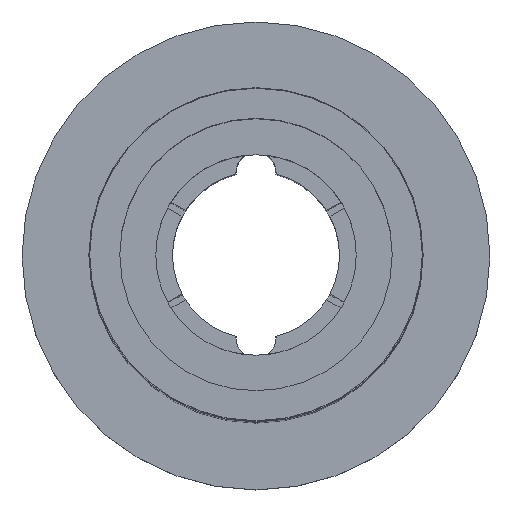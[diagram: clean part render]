
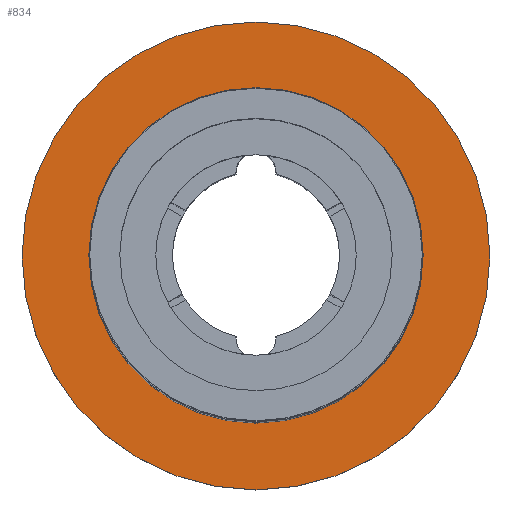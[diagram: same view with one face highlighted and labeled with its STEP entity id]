
A CAD part, top view. The second image highlights one B-rep face of the part: STEP entity #834.
In plain terms, the highlighted planar face has unit normal (0, 0, 1).
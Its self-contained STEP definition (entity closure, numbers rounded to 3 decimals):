
#9 = DIRECTION ( 'NONE',  ( 1., 0., 0. ) ) ;
#92 = CARTESIAN_POINT ( 'NONE',  ( 0., 0., -49. ) ) ;
#95 = PLANE ( 'NONE',  #796 ) ;
#111 = VERTEX_POINT ( 'NONE', #1813 ) ;
#134 = FACE_BOUND ( 'NONE', #948, .T. ) ;
#180 = AXIS2_PLACEMENT_3D ( 'NONE', #1311, #1303, #302 ) ;
#226 = CARTESIAN_POINT ( 'NONE',  ( 10., 0., -49. ) ) ;
#260 = CARTESIAN_POINT ( 'NONE',  ( -10., 0., -49. ) ) ;
#272 = DIRECTION ( 'NONE',  ( 1., 0., 0. ) ) ;
#295 = VERTEX_POINT ( 'NONE', #226 ) ;
#302 = DIRECTION ( 'NONE',  ( 1., 0., 0. ) ) ;
#374 = VERTEX_POINT ( 'NONE', #260 ) ;
#536 = ORIENTED_EDGE ( 'NONE', *, *, #1369, .F. ) ;
#624 = EDGE_LOOP ( 'NONE', ( #1559, #962 ) ) ;
#651 = CARTESIAN_POINT ( 'NONE',  ( 0., 0., -49. ) ) ;
#733 = CARTESIAN_POINT ( 'NONE',  ( -14., 0., -49. ) ) ;
#757 = DIRECTION ( 'NONE',  ( 0., 0., -1. ) ) ;
#796 = AXIS2_PLACEMENT_3D ( 'NONE', #2081, #757, #1936 ) ;
#834 = ADVANCED_FACE ( 'NONE', ( #134, #1450 ), #95, .F. ) ;
#842 = CIRCLE ( 'NONE', #1638, 10. ) ;
#937 = DIRECTION ( 'NONE',  ( 0., 0., 1. ) ) ;
#948 = EDGE_LOOP ( 'NONE', ( #1860, #536 ) ) ;
#962 = ORIENTED_EDGE ( 'NONE', *, *, #1511, .T. ) ;
#1027 = CARTESIAN_POINT ( 'NONE',  ( 0., 0., -49. ) ) ;
#1034 = EDGE_CURVE ( 'NONE', #295, #374, #1522, .T. ) ;
#1210 = DIRECTION ( 'NONE',  ( 0., 0., 1. ) ) ;
#1237 = EDGE_CURVE ( 'NONE', #111, #1971, #1600, .T. ) ;
#1254 = AXIS2_PLACEMENT_3D ( 'NONE', #1027, #1210, #9 ) ;
#1303 = DIRECTION ( 'NONE',  ( 0., 0., 1. ) ) ;
#1311 = CARTESIAN_POINT ( 'NONE',  ( 0., 0., -49. ) ) ;
#1369 = EDGE_CURVE ( 'NONE', #374, #295, #842, .T. ) ;
#1438 = AXIS2_PLACEMENT_3D ( 'NONE', #651, #1958, #1823 ) ;
#1450 = FACE_OUTER_BOUND ( 'NONE', #624, .T. ) ;
#1511 = EDGE_CURVE ( 'NONE', #1971, #111, #1733, .T. ) ;
#1522 = CIRCLE ( 'NONE', #1438, 10. ) ;
#1559 = ORIENTED_EDGE ( 'NONE', *, *, #1237, .T. ) ;
#1600 = CIRCLE ( 'NONE', #1254, 14. ) ;
#1638 = AXIS2_PLACEMENT_3D ( 'NONE', #92, #937, #272 ) ;
#1733 = CIRCLE ( 'NONE', #180, 14. ) ;
#1813 = CARTESIAN_POINT ( 'NONE',  ( 14., 0., -49. ) ) ;
#1823 = DIRECTION ( 'NONE',  ( 1., 0., 0. ) ) ;
#1860 = ORIENTED_EDGE ( 'NONE', *, *, #1034, .F. ) ;
#1936 = DIRECTION ( 'NONE',  ( -1., 0., 0. ) ) ;
#1958 = DIRECTION ( 'NONE',  ( 0., 0., 1. ) ) ;
#1971 = VERTEX_POINT ( 'NONE', #733 ) ;
#2081 = CARTESIAN_POINT ( 'NONE',  ( 0., 10., -49. ) ) ;
